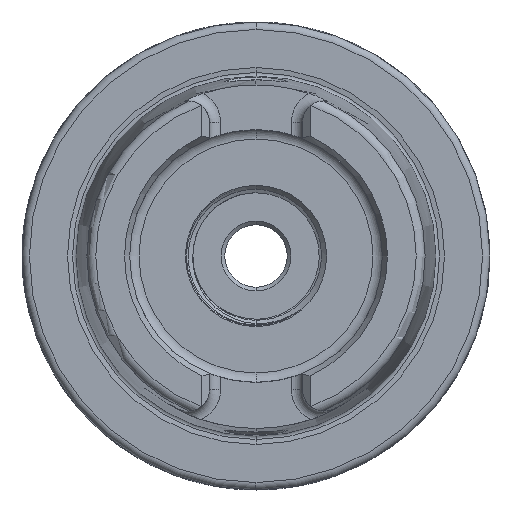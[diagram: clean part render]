
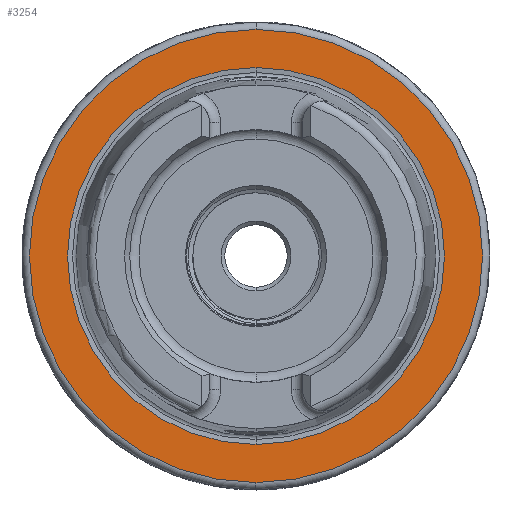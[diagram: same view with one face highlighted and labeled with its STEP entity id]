
A CAD part, left-side view. The second image highlights one B-rep face of the part: STEP entity #3254.
In plain terms, the highlighted planar face has unit normal (-1, 0, 0).
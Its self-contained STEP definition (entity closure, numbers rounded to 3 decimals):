
#439 = DIRECTION ( 'NONE',  ( -1., 0., 0. ) ) ;
#482 = DIRECTION ( 'NONE',  ( 0., 0., 1. ) ) ;
#486 = CARTESIAN_POINT ( 'NONE',  ( 0., 0., 0. ) ) ;
#1255 = DIRECTION ( 'NONE',  ( 1., 0., 0. ) ) ;
#1262 = DIRECTION ( 'NONE',  ( 0., 0., -1. ) ) ;
#1269 = CARTESIAN_POINT ( 'NONE',  ( 0., 0., 0. ) ) ;
#1440 = DIRECTION ( 'NONE',  ( 0., 0., 1. ) ) ;
#1462 = DIRECTION ( 'NONE',  ( -1., 0., 0. ) ) ;
#1464 = CARTESIAN_POINT ( 'NONE',  ( 0., 0., 0. ) ) ;
#1814 = VERTEX_POINT ( 'NONE', #28064 ) ;
#2738 = VERTEX_POINT ( 'NONE', #28163 ) ;
#3254 = ADVANCED_FACE ( 'NONE', ( #17892, #17922 ), #4882, .T. ) ;
#4874 = DIRECTION ( 'NONE',  ( 0., 0., 1. ) ) ;
#4882 = PLANE ( 'NONE',  #15136 ) ;
#4893 = CARTESIAN_POINT ( 'NONE',  ( 0., 25.369, 0. ) ) ;
#4895 = DIRECTION ( 'NONE',  ( -1., 0., 0. ) ) ;
#10172 = EDGE_CURVE ( 'NONE', #1814, #2738, #18032, .T. ) ;
#10405 = EDGE_CURVE ( 'NONE', #2738, #1814, #18250, .T. ) ;
#10470 = EDGE_CURVE ( 'NONE', #19828, #27967, #18346, .T. ) ;
#10492 = EDGE_CURVE ( 'NONE', #27967, #19828, #18326, .T. ) ;
#14656 = CARTESIAN_POINT ( 'NONE',  ( 0., 0., -30.5 ) ) ;
#14746 = AXIS2_PLACEMENT_3D ( 'NONE', #1269, #1255, #1262 ) ;
#14780 = AXIS2_PLACEMENT_3D ( 'NONE', #1464, #1462, #1440 ) ;
#14810 = AXIS2_PLACEMENT_3D ( 'NONE', #486, #439, #482 ) ;
#15136 = AXIS2_PLACEMENT_3D ( 'NONE', #4893, #4895, #4874 ) ;
#15175 = AXIS2_PLACEMENT_3D ( 'NONE', #20716, #20724, #20725 ) ;
#16839 = EDGE_LOOP ( 'NONE', ( #17154, #17232 ) ) ;
#16841 = EDGE_LOOP ( 'NONE', ( #17112, #17223 ) ) ;
#17112 = ORIENTED_EDGE ( 'NONE', *, *, #10470, .T. ) ;
#17154 = ORIENTED_EDGE ( 'NONE', *, *, #10405, .T. ) ;
#17223 = ORIENTED_EDGE ( 'NONE', *, *, #10492, .T. ) ;
#17232 = ORIENTED_EDGE ( 'NONE', *, *, #10172, .T. ) ;
#17892 = FACE_OUTER_BOUND ( 'NONE', #16841, .T. ) ;
#17922 = FACE_BOUND ( 'NONE', #16839, .T. ) ;
#18032 = CIRCLE ( 'NONE', #15175, 25.369 ) ;
#18250 = CIRCLE ( 'NONE', #14746, 25.369 ) ;
#18326 = CIRCLE ( 'NONE', #14810, 30.5 ) ;
#18346 = CIRCLE ( 'NONE', #14780, 30.5 ) ;
#19828 = VERTEX_POINT ( 'NONE', #26867 ) ;
#20716 = CARTESIAN_POINT ( 'NONE',  ( 0., 0., 0. ) ) ;
#20724 = DIRECTION ( 'NONE',  ( 1., 0., 0. ) ) ;
#20725 = DIRECTION ( 'NONE',  ( 0., 0., -1. ) ) ;
#26867 = CARTESIAN_POINT ( 'NONE',  ( 0., 0., 30.5 ) ) ;
#27967 = VERTEX_POINT ( 'NONE', #14656 ) ;
#28064 = CARTESIAN_POINT ( 'NONE',  ( 0., 0., -25.369 ) ) ;
#28163 = CARTESIAN_POINT ( 'NONE',  ( 0., 0., 25.369 ) ) ;
